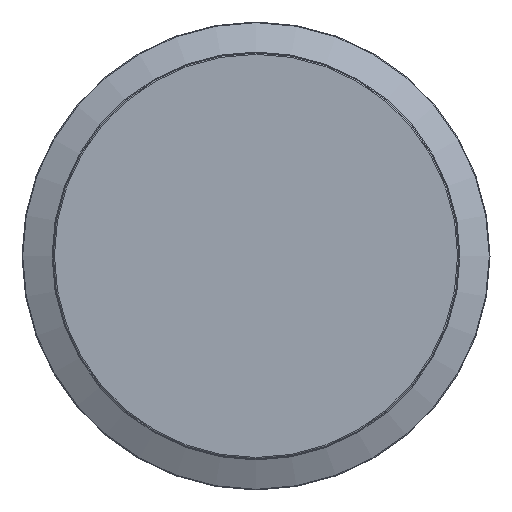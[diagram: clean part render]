
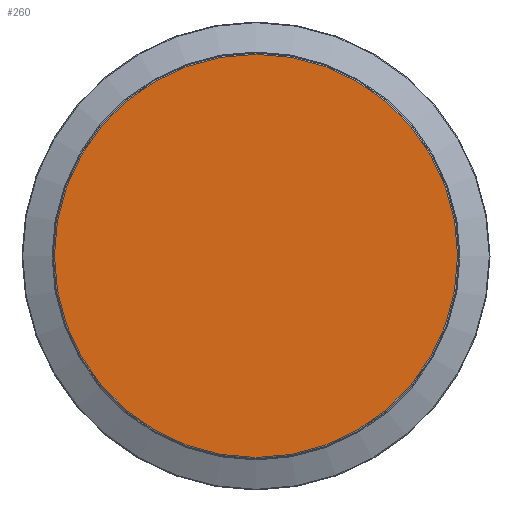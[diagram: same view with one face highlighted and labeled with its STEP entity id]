
A CAD part, top view. The second image highlights one B-rep face of the part: STEP entity #260.
In plain terms, the highlighted planar face has unit normal (0, 0, 1).
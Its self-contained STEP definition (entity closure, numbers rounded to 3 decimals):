
#25=PLANE('',#309);
#32=FACE_OUTER_BOUND('',#49,.T.);
#49=EDGE_LOOP('',(#194));
#83=CIRCLE('',#310,81.004);
#114=VERTEX_POINT('',#476);
#144=EDGE_CURVE('',#114,#114,#83,.T.);
#194=ORIENTED_EDGE('',*,*,#144,.F.);
#260=ADVANCED_FACE('',(#32),#25,.T.);
#309=AXIS2_PLACEMENT_3D('',#475,#378,#379);
#310=AXIS2_PLACEMENT_3D('',#477,#380,#381);
#378=DIRECTION('center_axis',(0.,0.,
1.));
#379=DIRECTION('ref_axis',(-1.,0.,0.));
#380=DIRECTION('center_axis',(0.,0.,
-1.));
#381=DIRECTION('ref_axis',(0.,1.,0.));
#475=CARTESIAN_POINT('Origin',(0.,81.5,18.35));
#476=CARTESIAN_POINT('',(81.004,0.,18.35));
#477=CARTESIAN_POINT('Origin',(0.,0.,
18.35));
